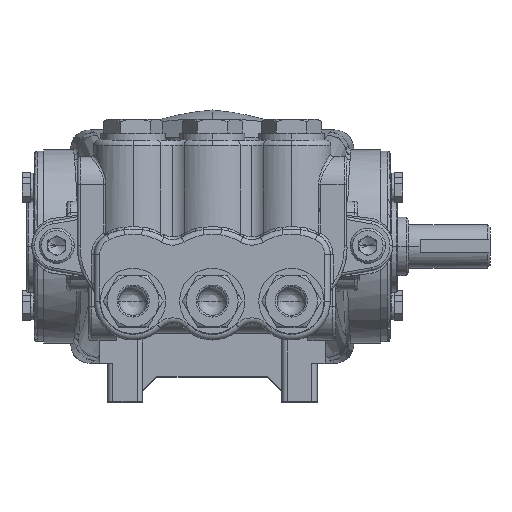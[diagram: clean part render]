
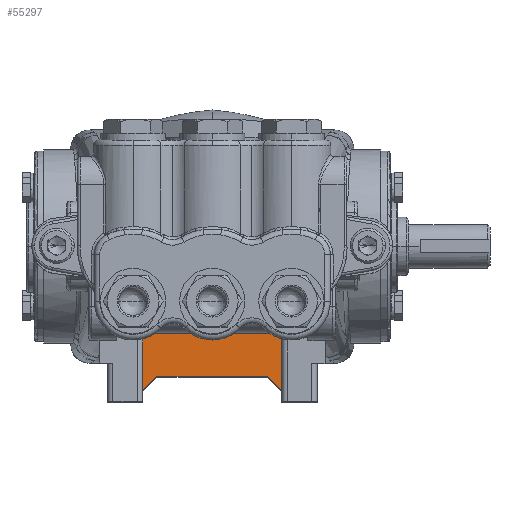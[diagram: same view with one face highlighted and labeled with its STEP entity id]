
A CAD part, top view. The second image highlights one B-rep face of the part: STEP entity #55297.
In plain terms, the highlighted planar face has unit normal (0, 0, 1).
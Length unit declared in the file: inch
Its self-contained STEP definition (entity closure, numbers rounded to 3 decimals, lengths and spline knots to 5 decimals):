
#54 = CARTESIAN_POINT ( 'NONE',  ( 1.23225, -2.43567, 4.085 ) ) ;
#1232 = VECTOR ( 'NONE', #17429, 39.37008 ) ;
#1453 = VERTEX_POINT ( 'NONE', #25583 ) ;
#1664 = LINE ( 'NONE', #53174, #24365 ) ;
#2677 = CARTESIAN_POINT ( 'NONE',  ( 1.23225, -1.06786, 4.085 ) ) ;
#2693 = VECTOR ( 'NONE', #47392, 39.37008 ) ;
#2986 = VERTEX_POINT ( 'NONE', #47681 ) ;
#4178 = EDGE_CURVE ( 'NONE', #49118, #46519, #1664, .T. ) ;
#4591 = DIRECTION ( 'NONE',  ( 1., 0., 0. ) ) ;
#6409 = VECTOR ( 'NONE', #40721, 39.37008 ) ;
#7800 = AXIS2_PLACEMENT_3D ( 'NONE', #54, #31732, #4591 ) ;
#8901 = LINE ( 'NONE', #29843, #55810 ) ;
#8947 = PLANE ( 'NONE',  #7800 ) ;
#13610 = CARTESIAN_POINT ( 'NONE',  ( 2.13225, -1.06786, 4.085 ) ) ;
#14619 = ORIENTED_EDGE ( 'NONE', *, *, #28787, .F. ) ;
#15027 = EDGE_CURVE ( 'NONE', #38446, #44730, #8901, .T. ) ;
#16909 = ORIENTED_EDGE ( 'NONE', *, *, #33383, .F. ) ;
#17241 = VECTOR ( 'NONE', #27341, 39.37008 ) ;
#17429 = DIRECTION ( 'NONE',  ( -1., 0., 0. ) ) ;
#23043 = ORIENTED_EDGE ( 'NONE', *, *, #4178, .F. ) ;
#24365 = VECTOR ( 'NONE', #43828, 39.37008 ) ;
#24954 = FACE_OUTER_BOUND ( 'NONE', #43804, .T. ) ;
#25583 = CARTESIAN_POINT ( 'NONE',  ( 0.97966, -1.98567, 4.085 ) ) ;
#27341 = DIRECTION ( 'NONE',  ( -0.707, -0.707, 0. ) ) ;
#28787 = EDGE_CURVE ( 'NONE', #2986, #49118, #52058, .T. ) ;
#29843 = CARTESIAN_POINT ( 'NONE',  ( 1.23225, -2.43567, 4.085 ) ) ;
#30535 = EDGE_CURVE ( 'NONE', #38446, #1453, #49558, .T. ) ;
#31732 = DIRECTION ( 'NONE',  ( 0., 0., 1. ) ) ;
#33383 = EDGE_CURVE ( 'NONE', #1453, #2986, #37369, .T. ) ;
#34371 = DIRECTION ( 'NONE',  ( 0., 1., 0. ) ) ;
#34671 = CARTESIAN_POINT ( 'NONE',  ( -1.26775, -1.06786, 4.085 ) ) ;
#37369 = LINE ( 'NONE', #53797, #1232 ) ;
#37516 = EDGE_CURVE ( 'NONE', #46519, #44730, #53301, .T. ) ;
#37661 = ORIENTED_EDGE ( 'NONE', *, *, #15027, .T. ) ;
#38446 = VERTEX_POINT ( 'NONE', #42809 ) ;
#40721 = DIRECTION ( 'NONE',  ( 1., 0., 0. ) ) ;
#42809 = CARTESIAN_POINT ( 'NONE',  ( 1.23225, -2.23826, 4.085 ) ) ;
#42832 = CARTESIAN_POINT ( 'NONE',  ( 1.33096, -2.33697, 4.085 ) ) ;
#43804 = EDGE_LOOP ( 'NONE', ( #48928, #37661, #53446, #23043, #14619, #16909 ) ) ;
#43828 = DIRECTION ( 'NONE',  ( 0., 1., 0. ) ) ;
#44730 = VERTEX_POINT ( 'NONE', #2677 ) ;
#46519 = VERTEX_POINT ( 'NONE', #34671 ) ;
#47392 = DIRECTION ( 'NONE',  ( -0.707, 0.707, 0. ) ) ;
#47681 = CARTESIAN_POINT ( 'NONE',  ( -1.01516, -1.98567, 4.085 ) ) ;
#48928 = ORIENTED_EDGE ( 'NONE', *, *, #30535, .F. ) ;
#49118 = VERTEX_POINT ( 'NONE', #54883 ) ;
#49558 = LINE ( 'NONE', #42832, #2693 ) ;
#52058 = LINE ( 'NONE', #54578, #17241 ) ;
#53174 = CARTESIAN_POINT ( 'NONE',  ( -1.26775, -2.43567, 4.085 ) ) ;
#53301 = LINE ( 'NONE', #13610, #6409 ) ;
#53446 = ORIENTED_EDGE ( 'NONE', *, *, #37516, .F. ) ;
#53797 = CARTESIAN_POINT ( 'NONE',  ( 1.23225, -1.98567, 4.085 ) ) ;
#54578 = CARTESIAN_POINT ( 'NONE',  ( -0.11645, -1.08697, 4.085 ) ) ;
#54883 = CARTESIAN_POINT ( 'NONE',  ( -1.26775, -2.23826, 4.085 ) ) ;
#55297 = ADVANCED_FACE ( 'NONE', ( #24954 ), #8947, .T. ) ;
#55810 = VECTOR ( 'NONE', #34371, 39.37008 ) ;
